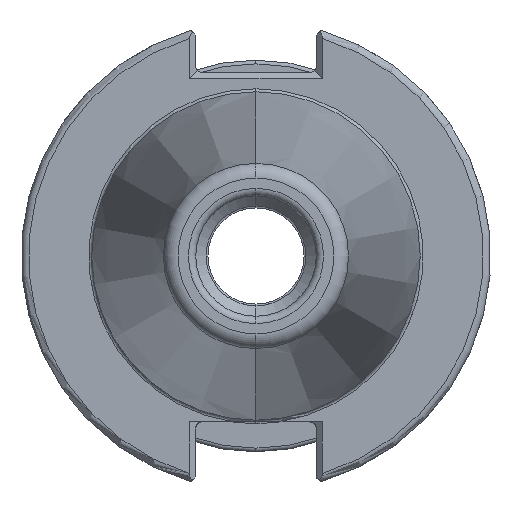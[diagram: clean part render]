
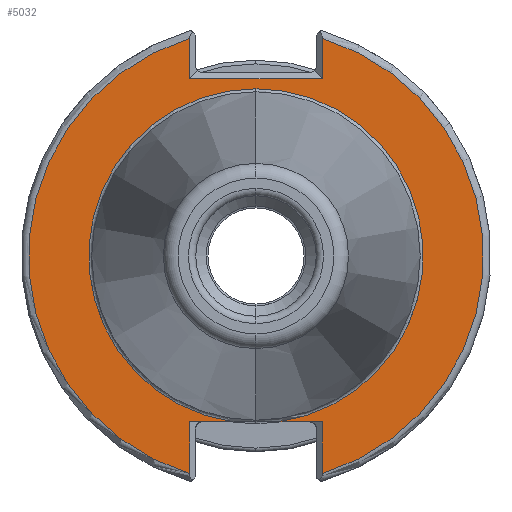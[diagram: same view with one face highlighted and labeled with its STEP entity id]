
A CAD part, left-side view. The second image highlights one B-rep face of the part: STEP entity #5032.
In plain terms, the highlighted planar face has unit normal (-1, 0, 0).
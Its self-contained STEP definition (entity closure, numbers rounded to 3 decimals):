
#13 = CARTESIAN_POINT ( 'NONE',  ( -96.92, 8.99, 24. ) ) ;
#25 = CARTESIAN_POINT ( 'NONE',  ( -96.92, -8.99, -22.41 ) ) ;
#34 = CARTESIAN_POINT ( 'NONE',  ( -96.92, -8.99, 24.8 ) ) ;
#49 = VERTEX_POINT ( 'NONE', #13 ) ;
#94 = VECTOR ( 'NONE', #716, 1000. ) ;
#158 = DIRECTION ( 'NONE',  ( 1., 0., 0. ) ) ;
#160 = AXIS2_PLACEMENT_3D ( 'NONE', #4633, #2314, #5017 ) ;
#352 = VERTEX_POINT ( 'NONE', #1545 ) ;
#408 = DIRECTION ( 'NONE',  ( 0., -1., 0. ) ) ;
#457 = DIRECTION ( 'NONE',  ( -1., 0., 0. ) ) ;
#670 = VECTOR ( 'NONE', #2936, 1000. ) ;
#673 = DIRECTION ( 'NONE',  ( 0., -1., 0. ) ) ;
#691 = CARTESIAN_POINT ( 'NONE',  ( -96.92, 8.99, 30.701 ) ) ;
#714 = CARTESIAN_POINT ( 'NONE',  ( -96.92, -3.112, -22.41 ) ) ;
#716 = DIRECTION ( 'NONE',  ( 0., 0., 1. ) ) ;
#735 = VECTOR ( 'NONE', #673, 1000. ) ;
#875 = LINE ( 'NONE', #1114, #735 ) ;
#1114 = CARTESIAN_POINT ( 'NONE',  ( -96.92, -8.19, -22.41 ) ) ;
#1280 = DIRECTION ( 'NONE',  ( 0., 0., 1. ) ) ;
#1358 = EDGE_CURVE ( 'NONE', #352, #4476, #2707, .T. ) ;
#1448 = VERTEX_POINT ( 'NONE', #25 ) ;
#1503 = DIRECTION ( 'NONE',  ( 0., 0., -1. ) ) ;
#1522 = DIRECTION ( 'NONE',  ( -1., 0., 0. ) ) ;
#1536 = VERTEX_POINT ( 'NONE', #4711 ) ;
#1545 = CARTESIAN_POINT ( 'NONE',  ( -96.92, 8.99, 29.433 ) ) ;
#1659 = CARTESIAN_POINT ( 'NONE',  ( -96.92, 0., 24. ) ) ;
#1722 = EDGE_CURVE ( 'NONE', #49, #352, #4475, .T. ) ;
#1879 = EDGE_LOOP ( 'NONE', ( #3671, #2729, #2864, #3058, #3111, #4384, #4741, #4985, #1996, #2070, #2002 ) ) ;
#1888 = CARTESIAN_POINT ( 'NONE',  ( -96.92, 0., 0. ) ) ;
#1889 = VERTEX_POINT ( 'NONE', #5199 ) ;
#1976 = AXIS2_PLACEMENT_3D ( 'NONE', #2147, #4856, #2545 ) ;
#1996 = ORIENTED_EDGE ( 'NONE', *, *, #4825, .T. ) ;
#2002 = ORIENTED_EDGE ( 'NONE', *, *, #2467, .T. ) ;
#2070 = ORIENTED_EDGE ( 'NONE', *, *, #2564, .T. ) ;
#2081 = DIRECTION ( 'NONE',  ( 0., 1., 0. ) ) ;
#2087 = FACE_OUTER_BOUND ( 'NONE', #1879, .T. ) ;
#2129 = VERTEX_POINT ( 'NONE', #2173 ) ;
#2144 = CARTESIAN_POINT ( 'NONE',  ( -96.92, -8.99, 24. ) ) ;
#2147 = CARTESIAN_POINT ( 'NONE',  ( -96.92, 0., 0. ) ) ;
#2173 = CARTESIAN_POINT ( 'NONE',  ( -96.92, 3.112, -22.41 ) ) ;
#2296 = DIRECTION ( 'NONE',  ( 0., 0., -1. ) ) ;
#2314 = DIRECTION ( 'NONE',  ( -1., 0., 0. ) ) ;
#2408 = VECTOR ( 'NONE', #2081, 1000. ) ;
#2414 = VECTOR ( 'NONE', #1280, 1000. ) ;
#2467 = EDGE_CURVE ( 'NONE', #3372, #49, #4348, .T. ) ;
#2545 = DIRECTION ( 'NONE',  ( 0., 0., 1. ) ) ;
#2564 = EDGE_CURVE ( 'NONE', #3583, #3372, #3851, .T. ) ;
#2647 = CARTESIAN_POINT ( 'NONE',  ( -96.92, 0., 0. ) ) ;
#2706 = EDGE_CURVE ( 'NONE', #4476, #1889, #4283, .T. ) ;
#2707 = CIRCLE ( 'NONE', #4648, 30.775 ) ;
#2729 = ORIENTED_EDGE ( 'NONE', *, *, #1358, .T. ) ;
#2864 = ORIENTED_EDGE ( 'NONE', *, *, #2706, .T. ) ;
#2876 = EDGE_CURVE ( 'NONE', #1889, #2129, #2884, .T. ) ;
#2884 = LINE ( 'NONE', #3657, #4820 ) ;
#2891 = CARTESIAN_POINT ( 'NONE',  ( -96.92, 0., 0. ) ) ;
#2936 = DIRECTION ( 'NONE',  ( 0., 0., -1. ) ) ;
#2948 = CARTESIAN_POINT ( 'NONE',  ( -96.92, 8.99, -29.433 ) ) ;
#3058 = ORIENTED_EDGE ( 'NONE', *, *, #2876, .T. ) ;
#3062 = DIRECTION ( 'NONE',  ( 0., 0., -1. ) ) ;
#3098 = CARTESIAN_POINT ( 'NONE',  ( -96.92, 0., 22.625 ) ) ;
#3111 = ORIENTED_EDGE ( 'NONE', *, *, #4553, .F. ) ;
#3114 = EDGE_CURVE ( 'NONE', #1448, #1536, #3206, .T. ) ;
#3206 = LINE ( 'NONE', #3838, #4991 ) ;
#3304 = DIRECTION ( 'NONE',  ( 0., 0., -1. ) ) ;
#3372 = VERTEX_POINT ( 'NONE', #2144 ) ;
#3391 = CIRCLE ( 'NONE', #1976, 22.625 ) ;
#3521 = CARTESIAN_POINT ( 'NONE',  ( -96.92, 8.99, 0. ) ) ;
#3583 = VERTEX_POINT ( 'NONE', #4552 ) ;
#3657 = CARTESIAN_POINT ( 'NONE',  ( -96.92, -8.19, -22.41 ) ) ;
#3671 = ORIENTED_EDGE ( 'NONE', *, *, #1722, .T. ) ;
#3672 = VERTEX_POINT ( 'NONE', #714 ) ;
#3733 = AXIS2_PLACEMENT_3D ( 'NONE', #2891, #457, #3304 ) ;
#3838 = CARTESIAN_POINT ( 'NONE',  ( -96.92, -8.99, 0. ) ) ;
#3851 = LINE ( 'NONE', #34, #670 ) ;
#4283 = LINE ( 'NONE', #3521, #94 ) ;
#4348 = LINE ( 'NONE', #1659, #2408 ) ;
#4384 = ORIENTED_EDGE ( 'NONE', *, *, #4444, .F. ) ;
#4416 = AXIS2_PLACEMENT_3D ( 'NONE', #2647, #158, #3062 ) ;
#4444 = EDGE_CURVE ( 'NONE', #3672, #5106, #3391, .T. ) ;
#4475 = LINE ( 'NONE', #691, #2414 ) ;
#4476 = VERTEX_POINT ( 'NONE', #2948 ) ;
#4552 = CARTESIAN_POINT ( 'NONE',  ( -96.92, -8.99, 29.433 ) ) ;
#4553 = EDGE_CURVE ( 'NONE', #5106, #2129, #4946, .T. ) ;
#4633 = CARTESIAN_POINT ( 'NONE',  ( -96.92, 0., 0. ) ) ;
#4648 = AXIS2_PLACEMENT_3D ( 'NONE', #1888, #1522, #1503 ) ;
#4711 = CARTESIAN_POINT ( 'NONE',  ( -96.92, -8.99, -29.433 ) ) ;
#4741 = ORIENTED_EDGE ( 'NONE', *, *, #5121, .T. ) ;
#4820 = VECTOR ( 'NONE', #408, 1000. ) ;
#4825 = EDGE_CURVE ( 'NONE', #1536, #3583, #4879, .T. ) ;
#4856 = DIRECTION ( 'NONE',  ( -1., 0., 0. ) ) ;
#4879 = CIRCLE ( 'NONE', #3733, 30.775 ) ;
#4946 = CIRCLE ( 'NONE', #160, 22.625 ) ;
#4979 = PLANE ( 'NONE',  #4416 ) ;
#4985 = ORIENTED_EDGE ( 'NONE', *, *, #3114, .T. ) ;
#4991 = VECTOR ( 'NONE', #2296, 1000. ) ;
#5017 = DIRECTION ( 'NONE',  ( 0., 0., 1. ) ) ;
#5032 = ADVANCED_FACE ( 'NONE', ( #2087 ), #4979, .F. ) ;
#5106 = VERTEX_POINT ( 'NONE', #3098 ) ;
#5121 = EDGE_CURVE ( 'NONE', #3672, #1448, #875, .T. ) ;
#5199 = CARTESIAN_POINT ( 'NONE',  ( -96.92, 8.99, -22.41 ) ) ;
